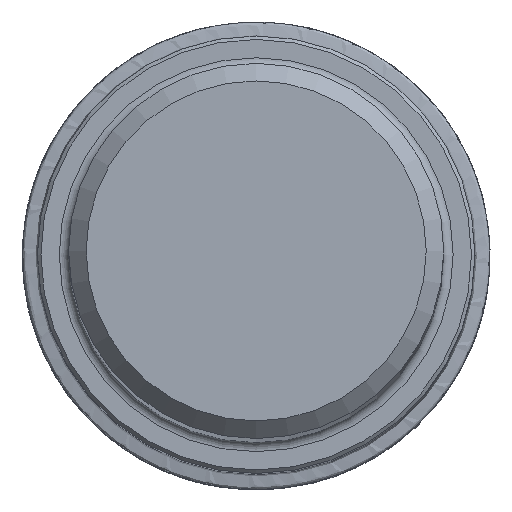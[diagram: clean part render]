
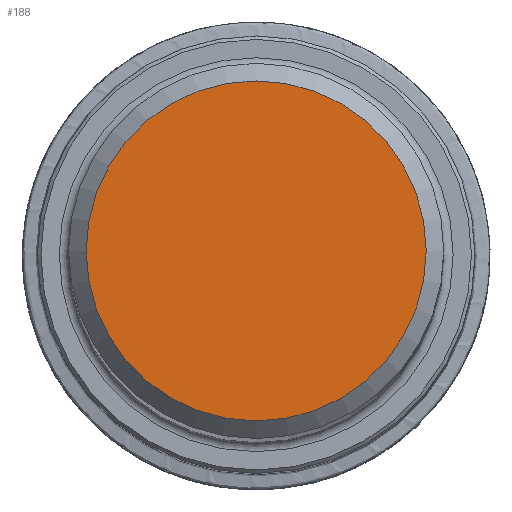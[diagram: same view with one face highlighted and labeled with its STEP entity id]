
A CAD part, top view. The second image highlights one B-rep face of the part: STEP entity #188.
In plain terms, the highlighted planar face has unit normal (0, 0, 1).
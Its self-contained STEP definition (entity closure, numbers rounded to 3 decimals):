
#188=ADVANCED_FACE('CU_SU3',(#198),#196,.F.);
#196=PLANE('',#492);
#198=FACE_OUTER_BOUND('',#244,.T.);
#244=EDGE_LOOP('',(#292));
#292=ORIENTED_EDGE('',*,*,#343,.F.);
#318=VERTEX_POINT('',#698);
#343=EDGE_CURVE('',#318,#318,#367,.T.);
#367=CIRCLE('',#491,14.5);
#491=AXIS2_PLACEMENT_3D('',#697,#602,#603);
#492=AXIS2_PLACEMENT_3D('',#699,#604,#605);
#602=DIRECTION('',(0.,0.,-1.));
#603=DIRECTION('',(-1.,0.,0.));
#604=DIRECTION('',(0.,0.,-1.));
#605=DIRECTION('',(-1.,0.,0.));
#697=CARTESIAN_POINT('',(0.,0.,0.));
#698=CARTESIAN_POINT('',(-14.5,0.,0.));
#699=CARTESIAN_POINT('',(0.,0.,0.));
